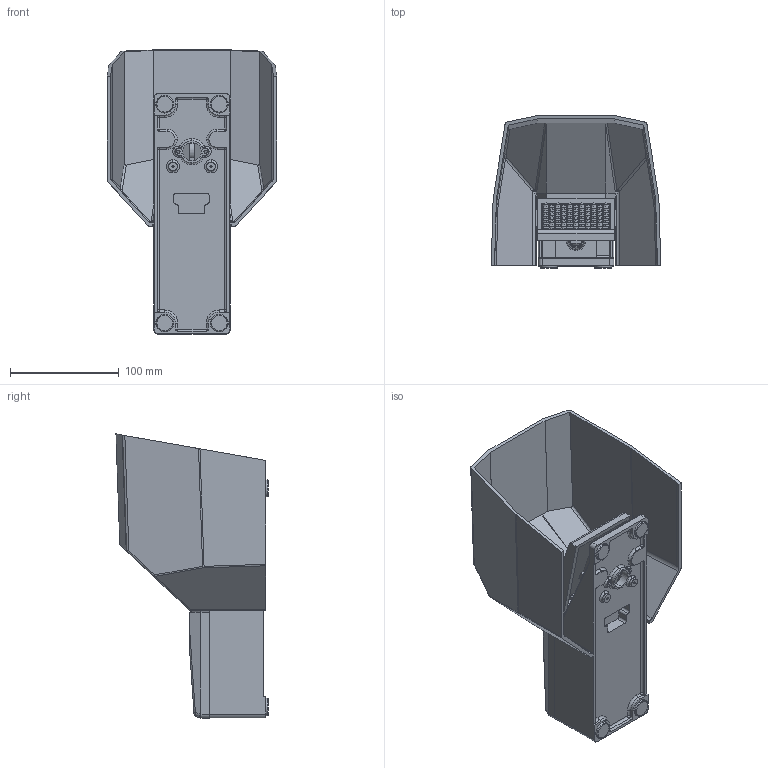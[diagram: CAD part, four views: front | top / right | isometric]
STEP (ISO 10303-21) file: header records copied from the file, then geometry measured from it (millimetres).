
FILE_DESCRIPTION(('STEP AP214'),'1');
FILE_NAME('cctmp_153ECAB0-52F7-4EEA-9CEC-D81F0013144A_2023_07_21_11_29_00_0711..stp','2023-07-21T09:29:01',('SIEMENS A&D'),('CADClick - www.CADClick.com'),'Spatial InterOp 3D postprocessed',' ','unknown authorization');
FILE_SCHEMA(('AUTOMOTIVE_DESIGN'));
Length unit declared in the file: millimetre
Products named in the file (1): 2023_07_21_11_29_00_0662
Bounding box: 155.88 x 139.84 x 261.1 mm (x, y, z)
Volume: 799696.4 mm3; surface area: 215617.6 mm2
Topology: 1 solids, 1 shells, 954 faces, 2404 edges, 1526 vertices
Faces by surface type: plane 440, cylinder 177, cone 160, bspline 91, torus 61, sphere 25
Entity records: 34084 total; most frequent: CARTESIAN_POINT 8916, ORIENTED_EDGE 4760, DIRECTION 4484, EDGE_CURVE 2380, AXIS2_PLACEMENT_3D 1628, VERTEX_POINT 1524, LINE 1228, VECTOR 1228
